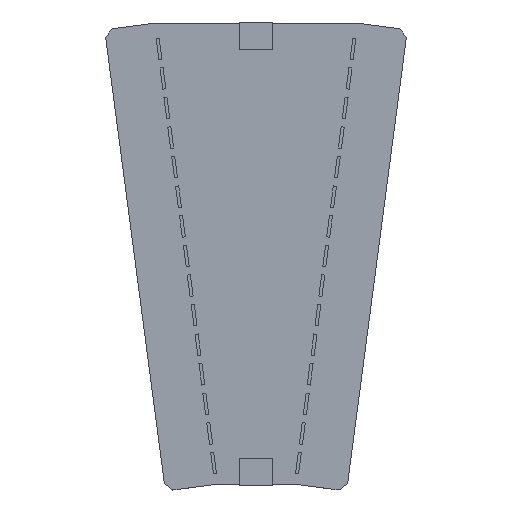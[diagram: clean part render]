
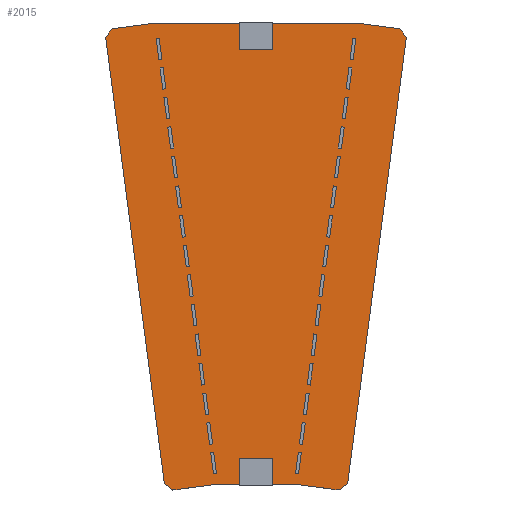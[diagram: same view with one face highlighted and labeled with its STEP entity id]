
A CAD part, top view. The second image highlights one B-rep face of the part: STEP entity #2015.
In plain terms, the highlighted planar face has unit normal (0, 0, 1).
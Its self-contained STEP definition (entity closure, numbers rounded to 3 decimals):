
#131=FACE_OUTER_BOUND('',#221,.T.);
#221=EDGE_LOOP('',(#1676,#1677,#1678,#1679,#1680,#1681,#1682,#1683,#1684,
#1685,#1686,#1687));
#388=LINE('',#3042,#701);
#392=LINE('',#3050,#705);
#395=LINE('',#3056,#708);
#398=LINE('',#3062,#711);
#401=LINE('',#3068,#714);
#404=LINE('',#3074,#717);
#407=LINE('',#3080,#720);
#410=LINE('',#3086,#723);
#413=LINE('',#3092,#726);
#416=LINE('',#3098,#729);
#419=LINE('',#3104,#732);
#422=LINE('',#3109,#735);
#701=VECTOR('',#2457,1.);
#705=VECTOR('',#2463,1.);
#708=VECTOR('',#2468,1.);
#711=VECTOR('',#2473,1.);
#714=VECTOR('',#2478,1.);
#717=VECTOR('',#2483,1.);
#720=VECTOR('',#2488,1.);
#723=VECTOR('',#2493,1.);
#726=VECTOR('',#2498,1.);
#729=VECTOR('',#2503,1.);
#732=VECTOR('',#2508,1.);
#735=VECTOR('',#2513,1.);
#1014=VERTEX_POINT('',#3040);
#1015=VERTEX_POINT('',#3041);
#1018=VERTEX_POINT('',#3049);
#1020=VERTEX_POINT('',#3055);
#1022=VERTEX_POINT('',#3061);
#1024=VERTEX_POINT('',#3067);
#1026=VERTEX_POINT('',#3073);
#1028=VERTEX_POINT('',#3079);
#1030=VERTEX_POINT('',#3085);
#1032=VERTEX_POINT('',#3091);
#1034=VERTEX_POINT('',#3097);
#1036=VERTEX_POINT('',#3103);
#1303=EDGE_CURVE('',#1014,#1015,#388,.T.);
#1307=EDGE_CURVE('',#1018,#1014,#392,.T.);
#1310=EDGE_CURVE('',#1020,#1018,#395,.T.);
#1313=EDGE_CURVE('',#1022,#1020,#398,.T.);
#1316=EDGE_CURVE('',#1024,#1022,#401,.T.);
#1319=EDGE_CURVE('',#1026,#1024,#404,.T.);
#1322=EDGE_CURVE('',#1028,#1026,#407,.T.);
#1325=EDGE_CURVE('',#1030,#1028,#410,.T.);
#1328=EDGE_CURVE('',#1032,#1030,#413,.T.);
#1331=EDGE_CURVE('',#1034,#1032,#416,.T.);
#1334=EDGE_CURVE('',#1036,#1034,#419,.T.);
#1337=EDGE_CURVE('',#1015,#1036,#422,.T.);
#1676=ORIENTED_EDGE('',*,*,#1337,.F.);
#1677=ORIENTED_EDGE('',*,*,#1303,.F.);
#1678=ORIENTED_EDGE('',*,*,#1307,.F.);
#1679=ORIENTED_EDGE('',*,*,#1310,.F.);
#1680=ORIENTED_EDGE('',*,*,#1313,.F.);
#1681=ORIENTED_EDGE('',*,*,#1316,.F.);
#1682=ORIENTED_EDGE('',*,*,#1319,.F.);
#1683=ORIENTED_EDGE('',*,*,#1322,.F.);
#1684=ORIENTED_EDGE('',*,*,#1325,.F.);
#1685=ORIENTED_EDGE('',*,*,#1328,.F.);
#1686=ORIENTED_EDGE('',*,*,#1331,.F.);
#1687=ORIENTED_EDGE('',*,*,#1334,.F.);
#1925=PLANE('',#2226);
#2015=ADVANCED_FACE('',(#131),#1925,.T.);
#2226=AXIS2_PLACEMENT_3D('',#3112,#2517,#2518);
#2457=DIRECTION('',(0.991,-0.131,0.));
#2463=DIRECTION('',(1.,0.,0.));
#2468=DIRECTION('',(0.991,0.131,0.));
#2473=DIRECTION('',(0.609,0.793,0.));
#2478=DIRECTION('',(-0.131,0.991,0.));
#2483=DIRECTION('',(-0.793,0.609,0.));
#2488=DIRECTION('',(-0.991,-0.131,0.));
#2493=DIRECTION('',(-1.,0.,0.));
#2498=DIRECTION('',(-0.991,0.131,0.));
#2503=DIRECTION('',(-0.793,-0.609,0.));
#2508=DIRECTION('',(-0.131,-0.991,0.));
#2513=DIRECTION('',(0.609,-0.793,0.));
#2517=DIRECTION('center_axis',(0.,0.,1.));
#2518=DIRECTION('ref_axis',(-1.,0.,0.));
#3040=CARTESIAN_POINT('',(159.16,292.337,10.277));
#3041=CARTESIAN_POINT('',(186.921,288.682,10.277));
#3042=CARTESIAN_POINT('',(159.16,292.337,10.277));
#3049=CARTESIAN_POINT('',(26.8,292.337,10.277));
#3050=CARTESIAN_POINT('',(26.8,292.337,10.277));
#3055=CARTESIAN_POINT('',(-0.96,288.682,10.277));
#3056=CARTESIAN_POINT('',(-0.96,288.682,10.277));
#3061=CARTESIAN_POINT('',(-5.265,283.073,10.277));
#3062=CARTESIAN_POINT('',(-5.265,283.073,10.277));
#3067=CARTESIAN_POINT('',(33.11,-8.413,10.277));
#3068=CARTESIAN_POINT('',(33.11,-8.413,10.277));
#3073=CARTESIAN_POINT('',(38.72,-12.718,10.277));
#3074=CARTESIAN_POINT('',(38.72,-12.718,10.277));
#3079=CARTESIAN_POINT('',(66.48,-9.063,10.277));
#3080=CARTESIAN_POINT('',(66.48,-9.063,10.277));
#3085=CARTESIAN_POINT('',(119.48,-9.063,10.277));
#3086=CARTESIAN_POINT('',(119.48,-9.063,10.277));
#3091=CARTESIAN_POINT('',(147.241,-12.718,10.277));
#3092=CARTESIAN_POINT('',(147.241,-12.718,10.277));
#3097=CARTESIAN_POINT('',(152.851,-8.413,10.277));
#3098=CARTESIAN_POINT('',(152.851,-8.413,10.277));
#3103=CARTESIAN_POINT('',(191.225,283.073,10.277));
#3104=CARTESIAN_POINT('',(191.225,283.073,10.277));
#3109=CARTESIAN_POINT('',(186.921,288.682,10.277));
#3112=CARTESIAN_POINT('Origin',(92.98,151.608,10.277));
